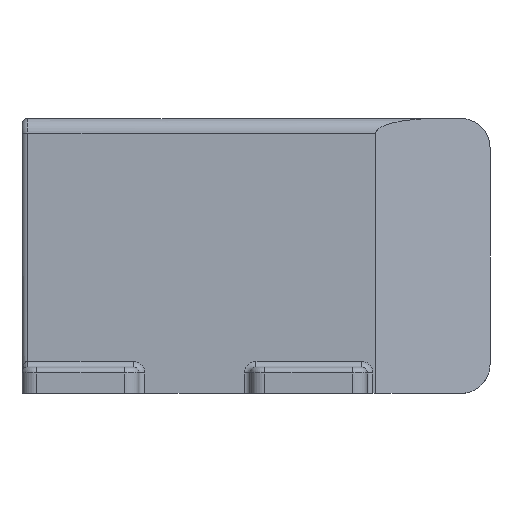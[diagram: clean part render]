
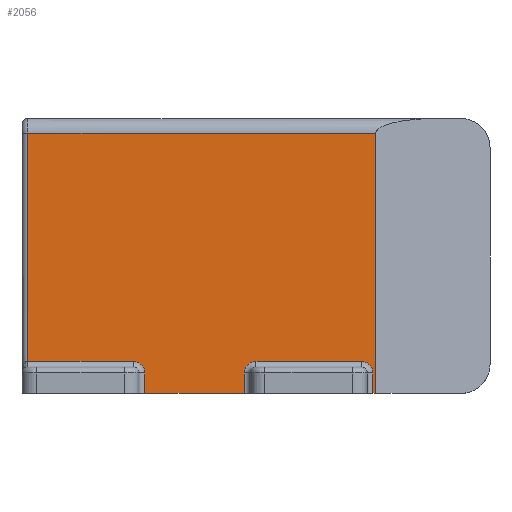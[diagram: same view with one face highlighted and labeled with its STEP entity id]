
A CAD part, left-side view. The second image highlights one B-rep face of the part: STEP entity #2056.
In plain terms, the highlighted planar face has unit normal (-1, 0, 0).
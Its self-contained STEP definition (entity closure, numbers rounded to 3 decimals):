
#30=PLANE('',#2245);
#115=LINE('',#3597,#260);
#117=LINE('',#3609,#262);
#119=LINE('',#3621,#264);
#120=LINE('',#3624,#265);
#121=LINE('',#3626,#266);
#122=LINE('',#3628,#267);
#123=LINE('',#3630,#268);
#124=LINE('',#3632,#269);
#125=LINE('',#3636,#270);
#126=LINE('',#3637,#271);
#260=VECTOR('',#2617,10.);
#262=VECTOR('',#2631,10.);
#264=VECTOR('',#2645,10.);
#265=VECTOR('',#2648,10.);
#266=VECTOR('',#2649,1.);
#267=VECTOR('',#2650,10.);
#268=VECTOR('',#2651,10.);
#269=VECTOR('',#2652,10.);
#270=VECTOR('',#2655,10.);
#271=VECTOR('',#2656,10.);
#466=FACE_OUTER_BOUND('',#595,.T.);
#595=EDGE_LOOP('',(#1526,#1527,#1528,#1529,#1530,#1531,#1532,#1533,#1534,
#1535,#1536,#1537,#1538));
#759=CIRCLE('',#2236,2.);
#763=CIRCLE('',#2242,2.);
#765=CIRCLE('',#2246,2.);
#922=VERTEX_POINT('',#3590);
#925=VERTEX_POINT('',#3595);
#926=VERTEX_POINT('',#3599);
#928=VERTEX_POINT('',#3605);
#930=VERTEX_POINT('',#3611);
#932=VERTEX_POINT('',#3617);
#934=VERTEX_POINT('',#3623);
#935=VERTEX_POINT('',#3625);
#936=VERTEX_POINT('',#3627);
#937=VERTEX_POINT('',#3629);
#938=VERTEX_POINT('',#3631);
#939=VERTEX_POINT('',#3633);
#940=VERTEX_POINT('',#3635);
#1144=EDGE_CURVE('',#925,#922,#115,.T.);
#1147=EDGE_CURVE('',#922,#926,#759,.T.);
#1150=EDGE_CURVE('',#926,#928,#117,.T.);
#1153=EDGE_CURVE('',#928,#930,#763,.T.);
#1156=EDGE_CURVE('',#930,#932,#119,.T.);
#1157=EDGE_CURVE('',#934,#925,#120,.T.);
#1158=EDGE_CURVE('',#934,#935,#121,.T.);
#1159=EDGE_CURVE('',#936,#935,#122,.T.);
#1160=EDGE_CURVE('',#937,#936,#123,.T.);
#1161=EDGE_CURVE('',#938,#937,#124,.T.);
#1162=EDGE_CURVE('',#939,#938,#765,.T.);
#1163=EDGE_CURVE('',#940,#939,#125,.T.);
#1164=EDGE_CURVE('',#940,#932,#126,.T.);
#1526=ORIENTED_EDGE('',*,*,#1156,.F.);
#1527=ORIENTED_EDGE('',*,*,#1153,.F.);
#1528=ORIENTED_EDGE('',*,*,#1150,.F.);
#1529=ORIENTED_EDGE('',*,*,#1147,.F.);
#1530=ORIENTED_EDGE('',*,*,#1144,.F.);
#1531=ORIENTED_EDGE('',*,*,#1157,.F.);
#1532=ORIENTED_EDGE('',*,*,#1158,.T.);
#1533=ORIENTED_EDGE('',*,*,#1159,.F.);
#1534=ORIENTED_EDGE('',*,*,#1160,.F.);
#1535=ORIENTED_EDGE('',*,*,#1161,.F.);
#1536=ORIENTED_EDGE('',*,*,#1162,.F.);
#1537=ORIENTED_EDGE('',*,*,#1163,.F.);
#1538=ORIENTED_EDGE('',*,*,#1164,.T.);
#2056=ADVANCED_FACE('',(#466),#30,.F.);
#2236=AXIS2_PLACEMENT_3D('',#3603,#2624,#2625);
#2242=AXIS2_PLACEMENT_3D('',#3615,#2638,#2639);
#2245=AXIS2_PLACEMENT_3D('',#3622,#2646,#2647);
#2246=AXIS2_PLACEMENT_3D('',#3634,#2653,#2654);
#2617=DIRECTION('',(0.,0.,1.));
#2624=DIRECTION('center_axis',(-1.,0.,0.));
#2625=DIRECTION('ref_axis',(0.,-0.707,0.707));
#2631=DIRECTION('',(0.,1.,0.));
#2638=DIRECTION('center_axis',(-1.,0.,0.));
#2639=DIRECTION('ref_axis',(0.,0.707,0.707));
#2645=DIRECTION('',(0.,0.,-1.));
#2646=DIRECTION('center_axis',(1.,0.,0.));
#2647=DIRECTION('ref_axis',(0.,0.,-1.));
#2648=DIRECTION('',(0.,1.,0.));
#2649=DIRECTION('',(0.,0.,1.));
#2650=DIRECTION('',(0.,-1.,0.));
#2651=DIRECTION('',(0.,0.,1.));
#2652=DIRECTION('',(0.,1.,0.));
#2653=DIRECTION('center_axis',(-1.,0.,0.));
#2654=DIRECTION('ref_axis',(0.,-0.707,0.707));
#2655=DIRECTION('',(0.,0.,1.));
#2656=DIRECTION('',(0.,-1.,0.));
#3590=CARTESIAN_POINT('',(32.5,-70.,3.5));
#3595=CARTESIAN_POINT('',(32.5,-70.,0.));
#3597=CARTESIAN_POINT('',(32.5,-70.,12.125));
#3599=CARTESIAN_POINT('',(32.5,-68.,5.5));
#3603=CARTESIAN_POINT('Origin',(32.5,-68.,3.5));
#3605=CARTESIAN_POINT('',(32.5,-50.,5.5));
#3609=CARTESIAN_POINT('',(32.5,-20.001,5.5));
#3611=CARTESIAN_POINT('',(32.5,-48.,3.5));
#3615=CARTESIAN_POINT('Origin',(32.5,-50.,3.5));
#3617=CARTESIAN_POINT('',(32.5,-48.,0.));
#3621=CARTESIAN_POINT('',(32.5,-48.,12.125));
#3622=CARTESIAN_POINT('Origin',(32.5,-10.003,23.));
#3623=CARTESIAN_POINT('',(32.5,-70.484,0.));
#3624=CARTESIAN_POINT('',(32.5,-20.001,0.));
#3625=CARTESIAN_POINT('',(32.5,-70.484,44.5));
#3626=CARTESIAN_POINT('',(32.5,-70.484,11.496));
#3627=CARTESIAN_POINT('',(32.5,-11.,44.5));
#3628=CARTESIAN_POINT('',(32.5,-10.003,44.5));
#3629=CARTESIAN_POINT('',(32.5,-11.,5.5));
#3630=CARTESIAN_POINT('',(32.5,-11.,11.5));
#3631=CARTESIAN_POINT('',(32.5,-29.,5.5));
#3632=CARTESIAN_POINT('',(32.5,-20.001,5.5));
#3633=CARTESIAN_POINT('',(32.5,-31.,3.5));
#3634=CARTESIAN_POINT('Origin',(32.5,-29.,3.5));
#3635=CARTESIAN_POINT('',(32.5,-31.,0.));
#3636=CARTESIAN_POINT('',(32.5,-31.,12.125));
#3637=CARTESIAN_POINT('',(32.5,-20.001,0.));
